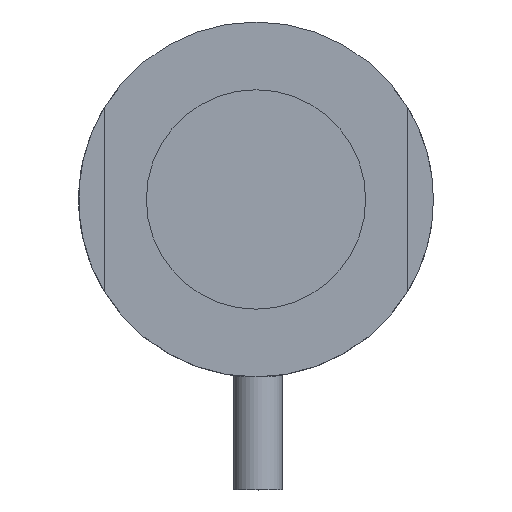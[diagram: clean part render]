
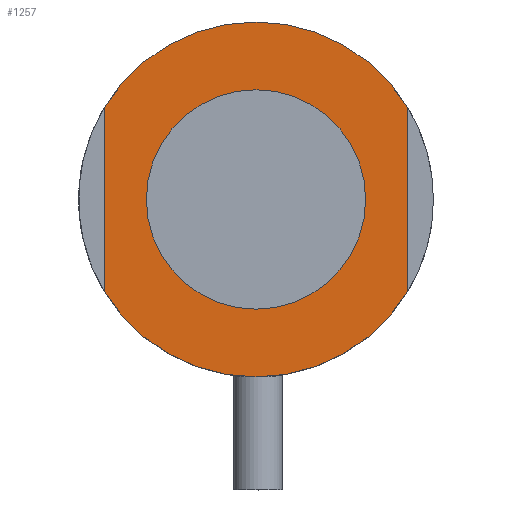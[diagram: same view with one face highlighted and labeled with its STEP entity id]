
A CAD part, top view. The second image highlights one B-rep face of the part: STEP entity #1257.
In plain terms, the highlighted planar face has unit normal (0, 0, 1).
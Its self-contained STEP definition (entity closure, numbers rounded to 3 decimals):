
#118=FACE_BOUND('',#398,.T.);
#137=PLANE('',#1504);
#187=CIRCLE('',#1493,27.5);
#188=CIRCLE('',#1494,27.5);
#193=CIRCLE('',#1502,17.);
#194=CIRCLE('',#1503,17.);
#310=FACE_OUTER_BOUND('',#397,.T.);
#397=EDGE_LOOP('',(#972,#973,#974,#975));
#398=EDGE_LOOP('',(#976,#977));
#473=LINE('',#2312,#520);
#477=LINE('',#2325,#524);
#520=VECTOR('',#1738,10.);
#524=VECTOR('',#1750,10.);
#588=VERTEX_POINT('',#2309);
#589=VERTEX_POINT('',#2311);
#593=VERTEX_POINT('',#2322);
#594=VERTEX_POINT('',#2324);
#601=VERTEX_POINT('',#2347);
#602=VERTEX_POINT('',#2349);
#722=EDGE_CURVE('',#589,#588,#473,.T.);
#728=EDGE_CURVE('',#594,#593,#477,.T.);
#733=EDGE_CURVE('',#594,#588,#187,.T.);
#734=EDGE_CURVE('',#589,#593,#188,.T.);
#741=EDGE_CURVE('',#602,#601,#193,.T.);
#742=EDGE_CURVE('',#601,#602,#194,.T.);
#972=ORIENTED_EDGE('',*,*,#722,.T.);
#973=ORIENTED_EDGE('',*,*,#733,.F.);
#974=ORIENTED_EDGE('',*,*,#728,.T.);
#975=ORIENTED_EDGE('',*,*,#734,.F.);
#976=ORIENTED_EDGE('',*,*,#741,.T.);
#977=ORIENTED_EDGE('',*,*,#742,.T.);
#1257=ADVANCED_FACE('',(#310,#118),#137,.T.);
#1493=AXIS2_PLACEMENT_3D('',#2333,#1759,#1760);
#1494=AXIS2_PLACEMENT_3D('',#2334,#1761,#1762);
#1502=AXIS2_PLACEMENT_3D('',#2350,#1779,#1780);
#1503=AXIS2_PLACEMENT_3D('',#2351,#1781,#1782);
#1504=AXIS2_PLACEMENT_3D('',#2352,#1783,#1784);
#1738=DIRECTION('',(0.,-1.,0.));
#1750=DIRECTION('',(0.,1.,0.));
#1759=DIRECTION('center_axis',(0.,0.,-1.));
#1760=DIRECTION('ref_axis',(1.,0.,0.));
#1761=DIRECTION('center_axis',(0.,0.,-1.));
#1762=DIRECTION('ref_axis',(1.,0.,0.));
#1779=DIRECTION('center_axis',(0.,0.,-1.));
#1780=DIRECTION('ref_axis',(1.,0.,0.));
#1781=DIRECTION('center_axis',(0.,0.,-1.));
#1782=DIRECTION('ref_axis',(1.,0.,0.));
#1783=DIRECTION('center_axis',(0.,0.,1.));
#1784=DIRECTION('ref_axis',(1.,0.,0.));
#2309=CARTESIAN_POINT('',(-23.5,-14.283,0.));
#2311=CARTESIAN_POINT('',(-23.5,14.283,0.));
#2312=CARTESIAN_POINT('',(-23.5,17.729,0.));
#2322=CARTESIAN_POINT('',(23.5,14.283,0.));
#2324=CARTESIAN_POINT('',(23.5,-14.283,0.));
#2325=CARTESIAN_POINT('',(23.5,-12.27,0.));
#2333=CARTESIAN_POINT('Origin',(0.,0.,0.));
#2334=CARTESIAN_POINT('Origin',(0.,0.,0.));
#2347=CARTESIAN_POINT('',(17.,0.,0.));
#2349=CARTESIAN_POINT('',(-17.,0.,0.));
#2350=CARTESIAN_POINT('Origin',(0.,0.,0.));
#2351=CARTESIAN_POINT('Origin',(0.,0.,0.));
#2352=CARTESIAN_POINT('Origin',(-27.5,0.,0.));
